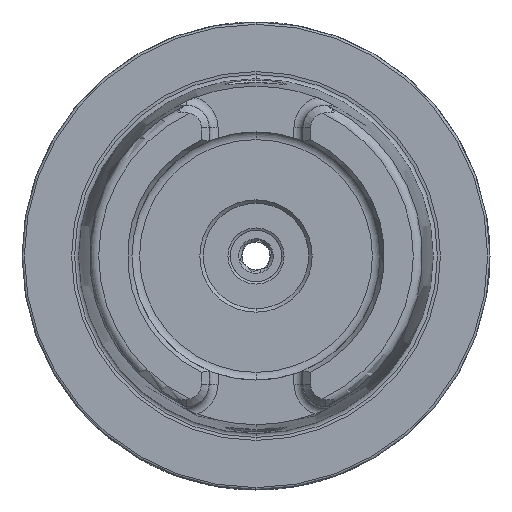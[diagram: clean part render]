
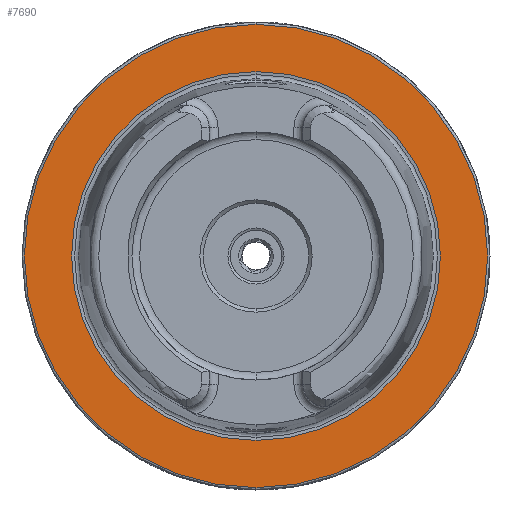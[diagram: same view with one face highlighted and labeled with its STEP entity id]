
A CAD part, left-side view. The second image highlights one B-rep face of the part: STEP entity #7690.
In plain terms, the highlighted planar face has unit normal (-1, 0, 0).
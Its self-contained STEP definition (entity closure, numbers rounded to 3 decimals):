
#326 = CARTESIAN_POINT ( 'NONE',  ( 0., 0., -49.5 ) ) ;
#817 = CIRCLE ( 'NONE', #1486, 49.5 ) ;
#849 = ORIENTED_EDGE ( 'NONE', *, *, #5636, .F. ) ;
#1124 = CARTESIAN_POINT ( 'NONE',  ( 0., 0., 0. ) ) ;
#1244 = DIRECTION ( 'NONE',  ( 1., 0., 0. ) ) ;
#1486 = AXIS2_PLACEMENT_3D ( 'NONE', #1124, #7816, #2084 ) ;
#1730 = ORIENTED_EDGE ( 'NONE', *, *, #6359, .T. ) ;
#2084 = DIRECTION ( 'NONE',  ( 0., 0., 1. ) ) ;
#2141 = AXIS2_PLACEMENT_3D ( 'NONE', #8184, #2450, #9153 ) ;
#2368 = ORIENTED_EDGE ( 'NONE', *, *, #2692, .T. ) ;
#2450 = DIRECTION ( 'NONE',  ( -1., 0., 0. ) ) ;
#2692 = EDGE_CURVE ( 'NONE', #11724, #9238, #8493, .T. ) ;
#2780 = CARTESIAN_POINT ( 'NONE',  ( 0., 0., 0. ) ) ;
#2818 = DIRECTION ( 'NONE',  ( -1., 0., 0. ) ) ;
#2829 = DIRECTION ( 'NONE',  ( 0., 0., 1. ) ) ;
#3117 = PLANE ( 'NONE',  #6904 ) ;
#3579 = AXIS2_PLACEMENT_3D ( 'NONE', #2780, #2818, #2829 ) ;
#3725 = CARTESIAN_POINT ( 'NONE',  ( 0., 0., 39.405 ) ) ;
#3852 = AXIS2_PLACEMENT_3D ( 'NONE', #9922, #4124, #10891 ) ;
#4124 = DIRECTION ( 'NONE',  ( -1., 0., 0. ) ) ;
#4785 = FACE_BOUND ( 'NONE', #5863, .T. ) ;
#5164 = CARTESIAN_POINT ( 'NONE',  ( 0., 0., -39.405 ) ) ;
#5350 = CIRCLE ( 'NONE', #2141, 39.405 ) ;
#5636 = EDGE_CURVE ( 'NONE', #8758, #7546, #8755, .T. ) ;
#5863 = EDGE_LOOP ( 'NONE', ( #12285, #849 ) ) ;
#6359 = EDGE_CURVE ( 'NONE', #9238, #11724, #817, .T. ) ;
#6904 = AXIS2_PLACEMENT_3D ( 'NONE', #11794, #1244, #7934 ) ;
#7546 = VERTEX_POINT ( 'NONE', #3725 ) ;
#7690 = ADVANCED_FACE ( 'NONE', ( #4785, #9644 ), #3117, .F. ) ;
#7816 = DIRECTION ( 'NONE',  ( -1., 0., 0. ) ) ;
#7934 = DIRECTION ( 'NONE',  ( 0., 0., -1. ) ) ;
#8184 = CARTESIAN_POINT ( 'NONE',  ( 0., 0., 0. ) ) ;
#8493 = CIRCLE ( 'NONE', #3579, 49.5 ) ;
#8746 = EDGE_LOOP ( 'NONE', ( #1730, #2368 ) ) ;
#8755 = CIRCLE ( 'NONE', #3852, 39.405 ) ;
#8758 = VERTEX_POINT ( 'NONE', #5164 ) ;
#8825 = EDGE_CURVE ( 'NONE', #7546, #8758, #5350, .T. ) ;
#9153 = DIRECTION ( 'NONE',  ( 0., 0., 1. ) ) ;
#9238 = VERTEX_POINT ( 'NONE', #10884 ) ;
#9644 = FACE_OUTER_BOUND ( 'NONE', #8746, .T. ) ;
#9922 = CARTESIAN_POINT ( 'NONE',  ( 0., 0., 0. ) ) ;
#10884 = CARTESIAN_POINT ( 'NONE',  ( 0., 0., 49.5 ) ) ;
#10891 = DIRECTION ( 'NONE',  ( 0., 0., 1. ) ) ;
#11724 = VERTEX_POINT ( 'NONE', #326 ) ;
#11794 = CARTESIAN_POINT ( 'NONE',  ( 0., 49.5, 0. ) ) ;
#12285 = ORIENTED_EDGE ( 'NONE', *, *, #8825, .F. ) ;
